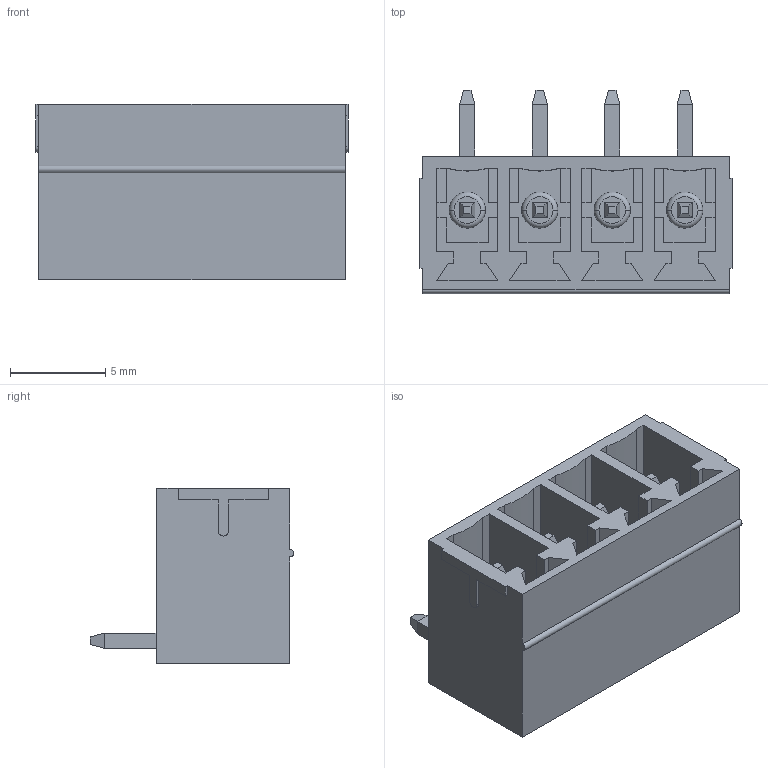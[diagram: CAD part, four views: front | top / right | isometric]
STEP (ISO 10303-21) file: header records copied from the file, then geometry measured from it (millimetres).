
FILE_DESCRIPTION(('STEP AP242'),'1');
FILE_NAME('691322310004.stp','2021-11-02T15:45:15',('TraceParts'),('TraceParts S.A.'),'Spatial InterOp 3D',' ',' ');
FILE_SCHEMA(('AP242_MANAGED_MODEL_BASED_3D_ENGINEERING_MIM_LF {1 0 10303 442 1 1 4}'));
Length unit declared in the file: millimetre
Products named in the file (1): 691322310004_1
Bounding box: 16.43 x 10.7 x 9.2 mm (x, y, z)
Volume: 545.7 mm3; surface area: 1617.4 mm2
Topology: 5 solids, 5 shells, 278 faces, 744 edges, 480 vertices
Faces by surface type: plane 241, cylinder 29, torus 8
Entity records: 10770 total; most frequent: CARTESIAN_POINT 1507, ORIENTED_EDGE 1488, DIRECTION 1384, EDGE_CURVE 744, LINE 670, VECTOR 670, VERTEX_POINT 480, AXIS2_PLACEMENT_3D 357
